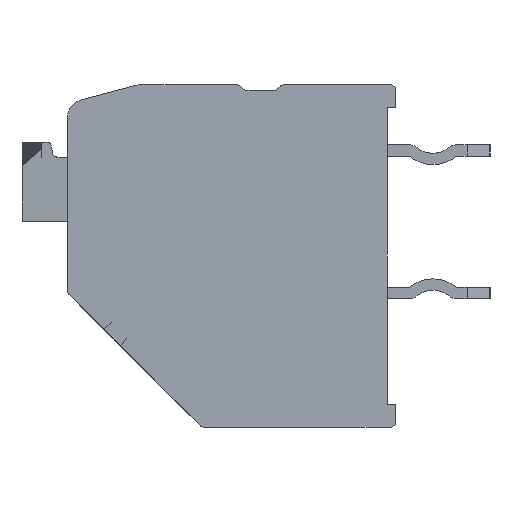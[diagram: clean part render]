
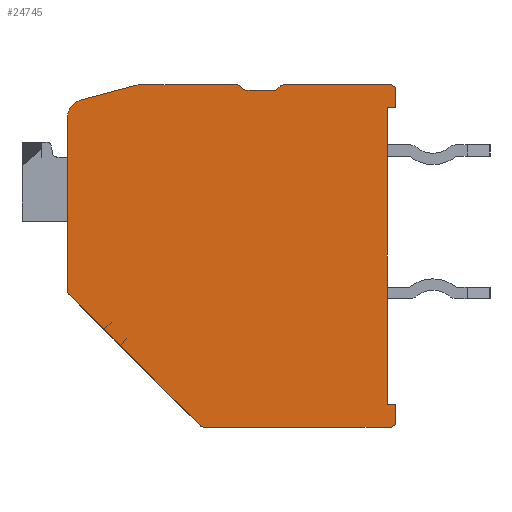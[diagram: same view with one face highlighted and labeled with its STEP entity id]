
A CAD part, left-side view. The second image highlights one B-rep face of the part: STEP entity #24745.
In plain terms, the highlighted planar face has unit normal (-1, 0, 0).
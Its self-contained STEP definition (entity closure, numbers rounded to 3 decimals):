
#8020=CARTESIAN_POINT('',(-70.,5.15,4.883));
#8021=DIRECTION('',(1.,0.,0.));
#8022=DIRECTION('',(0.,1.,0.));
#8023=AXIS2_PLACEMENT_3D('',#8020,#8021,#8022);
#8025=DIRECTION('',(0.,-0.966,0.259));
#8026=VECTOR('',#8025,1.997);
#8027=CARTESIAN_POINT('',(-70.,5.305,5.463));
#8028=LINE('',#8027,#8026);
#8029=CARTESIAN_POINT('',(-70.,3.221,5.4));
#8030=DIRECTION('',(1.,0.,0.));
#8031=DIRECTION('',(0.,0.259,0.966));
#8032=AXIS2_PLACEMENT_3D('',#8029,#8030,#8031);
#8034=DIRECTION('',(0.,-1.,0.));
#8035=VECTOR('',#8034,3.388);
#8036=CARTESIAN_POINT('',(-70.,3.221,6.));
#8037=LINE('',#8036,#8035);
#8038=CARTESIAN_POINT('',(-70.,-0.167,5.8));
#8039=DIRECTION('',(1.,0.,0.));
#8040=DIRECTION('',(0.,0.,1.));
#8041=AXIS2_PLACEMENT_3D('',#8038,#8039,#8040);
#8043=DIRECTION('',(0.,-0.707,-0.707));
#8044=VECTOR('',#8043,0.117);
#8045=CARTESIAN_POINT('',(-70.,-0.309,5.941));
#8046=LINE('',#8045,#8044);
#8047=CARTESIAN_POINT('',(-70.,-0.533,6.));
#8048=DIRECTION('',(-1.,0.,0.));
#8049=DIRECTION('',(0.,0.707,-0.707));
#8050=AXIS2_PLACEMENT_3D('',#8047,#8048,#8049);
#8052=DIRECTION('',(0.,-1.,0.));
#8053=VECTOR('',#8052,0.934);
#8054=CARTESIAN_POINT('',(-70.,-0.533,5.8));
#8055=LINE('',#8054,#8053);
#8056=CARTESIAN_POINT('',(-70.,-1.467,6.));
#8057=DIRECTION('',(-1.,0.,0.));
#8058=DIRECTION('',(0.,0.,-1.));
#8059=AXIS2_PLACEMENT_3D('',#8056,#8057,#8058);
#8061=DIRECTION('',(0.,-0.707,0.707));
#8062=VECTOR('',#8061,0.117);
#8063=CARTESIAN_POINT('',(-70.,-1.609,5.859));
#8064=LINE('',#8063,#8062);
#8065=CARTESIAN_POINT('',(-70.,-1.833,5.8));
#8066=DIRECTION('',(1.,0.,0.));
#8067=DIRECTION('',(0.,0.707,0.707));
#8068=AXIS2_PLACEMENT_3D('',#8065,#8066,#8067);
#8070=DIRECTION('',(0.,-1.,0.));
#8071=VECTOR('',#8070,3.717);
#8072=CARTESIAN_POINT('',(-70.,-1.833,6.));
#8073=LINE('',#8072,#8071);
#8074=CARTESIAN_POINT('',(-70.,-5.55,5.8));
#8075=DIRECTION('',(1.,0.,0.));
#8076=DIRECTION('',(0.,0.,1.));
#8077=AXIS2_PLACEMENT_3D('',#8074,#8075,#8076);
#8079=DIRECTION('',(0.,0.,-1.));
#8080=VECTOR('',#8079,0.6);
#8081=CARTESIAN_POINT('',(-70.,-5.75,5.8));
#8082=LINE('',#8081,#8080);
#8083=DIRECTION('',(0.,1.,0.));
#8084=VECTOR('',#8083,0.3);
#8085=CARTESIAN_POINT('',(-70.,-5.75,5.2));
#8086=LINE('',#8085,#8084);
#8087=DIRECTION('',(0.,0.,-1.));
#8088=VECTOR('',#8087,10.4);
#8089=CARTESIAN_POINT('',(-70.,-5.45,5.2));
#8090=LINE('',#8089,#8088);
#8091=DIRECTION('',(0.,-1.,0.));
#8092=VECTOR('',#8091,0.3);
#8093=CARTESIAN_POINT('',(-70.,-5.45,-5.2));
#8094=LINE('',#8093,#8092);
#8095=DIRECTION('',(0.,0.,-1.));
#8096=VECTOR('',#8095,0.6);
#8097=CARTESIAN_POINT('',(-70.,-5.75,-5.2));
#8098=LINE('',#8097,#8096);
#8099=CARTESIAN_POINT('',(-70.,-5.55,-5.8));
#8100=DIRECTION('',(1.,0.,0.));
#8101=DIRECTION('',(0.,-1.,0.));
#8102=AXIS2_PLACEMENT_3D('',#8099,#8100,#8101);
#8104=DIRECTION('',(0.,1.,0.));
#8105=VECTOR('',#8104,6.515);
#8106=CARTESIAN_POINT('',(-70.,-5.55,-6.));
#8107=LINE('',#8106,#8105);
#8108=CARTESIAN_POINT('',(-70.,0.965,-5.8));
#8109=DIRECTION('',(1.,0.,0.));
#8110=DIRECTION('',(0.,0.,-1.));
#8111=AXIS2_PLACEMENT_3D('',#8108,#8109,#8110);
#8113=DIRECTION('',(0.,0.707,0.707));
#8114=VECTOR('',#8113,6.484);
#8115=CARTESIAN_POINT('',(-70.,1.107,-5.941));
#8116=LINE('',#8115,#8114);
#8117=CARTESIAN_POINT('',(-70.,5.55,-1.215));
#8118=DIRECTION('',(1.,0.,0.));
#8119=DIRECTION('',(0.,0.707,-0.707));
#8120=AXIS2_PLACEMENT_3D('',#8117,#8118,#8119);
#8122=DIRECTION('',(0.,0.,1.));
#8123=VECTOR('',#8122,6.098);
#8124=CARTESIAN_POINT('',(-70.,5.75,-1.215));
#8125=LINE('',#8124,#8123);
#11030=CARTESIAN_POINT('',(-70.,5.75,4.883));
#11031=CARTESIAN_POINT('',(-70.,5.305,5.463));
#11032=VERTEX_POINT('',#11030);
#11033=VERTEX_POINT('',#11031);
#11034=CARTESIAN_POINT('',(-70.,3.376,5.98));
#11035=VERTEX_POINT('',#11034);
#11036=CARTESIAN_POINT('',(-70.,3.221,6.));
#11037=VERTEX_POINT('',#11036);
#11038=CARTESIAN_POINT('',(-70.,-0.167,6.));
#11039=VERTEX_POINT('',#11038);
#11040=CARTESIAN_POINT('',(-70.,-0.309,5.941));
#11041=VERTEX_POINT('',#11040);
#11042=CARTESIAN_POINT('',(-70.,-0.391,5.859));
#11043=VERTEX_POINT('',#11042);
#11044=CARTESIAN_POINT('',(-70.,-0.533,5.8));
#11045=VERTEX_POINT('',#11044);
#11046=CARTESIAN_POINT('',(-70.,-1.467,5.8));
#11047=VERTEX_POINT('',#11046);
#11048=CARTESIAN_POINT('',(-70.,-1.609,5.859));
#11049=VERTEX_POINT('',#11048);
#11050=CARTESIAN_POINT('',(-70.,-1.691,5.941));
#11051=VERTEX_POINT('',#11050);
#11052=CARTESIAN_POINT('',(-70.,-1.833,6.));
#11053=VERTEX_POINT('',#11052);
#11054=CARTESIAN_POINT('',(-70.,-5.55,6.));
#11055=VERTEX_POINT('',#11054);
#11056=CARTESIAN_POINT('',(-70.,-5.75,5.8));
#11057=VERTEX_POINT('',#11056);
#11058=CARTESIAN_POINT('',(-70.,-5.75,5.2));
#11059=VERTEX_POINT('',#11058);
#11060=CARTESIAN_POINT('',(-70.,-5.45,5.2));
#11061=VERTEX_POINT('',#11060);
#11062=CARTESIAN_POINT('',(-70.,-5.45,-5.2));
#11063=VERTEX_POINT('',#11062);
#11064=CARTESIAN_POINT('',(-70.,-5.75,-5.2));
#11065=VERTEX_POINT('',#11064);
#11066=CARTESIAN_POINT('',(-70.,-5.75,-5.8));
#11067=VERTEX_POINT('',#11066);
#11068=CARTESIAN_POINT('',(-70.,-5.55,-6.));
#11069=VERTEX_POINT('',#11068);
#11070=CARTESIAN_POINT('',(-70.,0.965,-6.));
#11071=VERTEX_POINT('',#11070);
#11072=CARTESIAN_POINT('',(-70.,1.107,-5.941));
#11073=VERTEX_POINT('',#11072);
#11074=CARTESIAN_POINT('',(-70.,5.691,-1.357));
#11075=VERTEX_POINT('',#11074);
#11076=CARTESIAN_POINT('',(-70.,5.75,-1.215));
#11077=VERTEX_POINT('',#11076);
#24714=CARTESIAN_POINT('',(-70.,0.,0.));
#24715=DIRECTION('',(1.,0.,0.));
#24716=DIRECTION('',(0.,0.,-1.));
#24717=AXIS2_PLACEMENT_3D('',#24714,#24715,#24716);
#24718=PLANE('',#24717);
#24719=ORIENTED_EDGE('',*,*,#14130,.T.);
#24720=ORIENTED_EDGE('',*,*,#14145,.T.);
#24721=ORIENTED_EDGE('',*,*,#14159,.T.);
#24722=ORIENTED_EDGE('',*,*,#14173,.T.);
#24723=ORIENTED_EDGE('',*,*,#14187,.T.);
#24724=ORIENTED_EDGE('',*,*,#14201,.T.);
#24725=ORIENTED_EDGE('',*,*,#14215,.T.);
#24726=ORIENTED_EDGE('',*,*,#14229,.T.);
#24727=ORIENTED_EDGE('',*,*,#14243,.T.);
#24728=ORIENTED_EDGE('',*,*,#14257,.T.);
#24729=ORIENTED_EDGE('',*,*,#14271,.T.);
#24730=ORIENTED_EDGE('',*,*,#14285,.T.);
#24731=ORIENTED_EDGE('',*,*,#14299,.T.);
#24732=ORIENTED_EDGE('',*,*,#14313,.T.);
#24733=ORIENTED_EDGE('',*,*,#14327,.T.);
#24734=ORIENTED_EDGE('',*,*,#14341,.T.);
#24735=ORIENTED_EDGE('',*,*,#14555,.T.);
#24736=ORIENTED_EDGE('',*,*,#14569,.T.);
#24737=ORIENTED_EDGE('',*,*,#14583,.T.);
#24738=ORIENTED_EDGE('',*,*,#14597,.T.);
#24739=ORIENTED_EDGE('',*,*,#14611,.T.);
#24740=ORIENTED_EDGE('',*,*,#14634,.T.);
#24741=ORIENTED_EDGE('',*,*,#15365,.T.);
#24742=ORIENTED_EDGE('',*,*,#15552,.T.);
#24743=EDGE_LOOP('',(#24719,#24720,#24721,#24722,#24723,#24724,#24725,#24726,
#24727,#24728,#24729,#24730,#24731,#24732,#24733,#24734,#24735,#24736,#24737,
#24738,#24739,#24740,#24741,#24742));
#24744=FACE_OUTER_BOUND('',#24743,.F.);
#8024=CIRCLE('',#8023,0.6);
#8033=CIRCLE('',#8032,0.6);
#8042=CIRCLE('',#8041,0.2);
#8051=CIRCLE('',#8050,0.2);
#8060=CIRCLE('',#8059,0.2);
#8069=CIRCLE('',#8068,0.2);
#8078=CIRCLE('',#8077,0.2);
#8103=CIRCLE('',#8102,0.2);
#8112=CIRCLE('',#8111,0.2);
#8121=CIRCLE('',#8120,0.2);
#14130=EDGE_CURVE('',#11032,#11033,#8024,.T.);
#14145=EDGE_CURVE('',#11033,#11035,#8028,.T.);
#14159=EDGE_CURVE('',#11035,#11037,#8033,.T.);
#14173=EDGE_CURVE('',#11037,#11039,#8037,.T.);
#14187=EDGE_CURVE('',#11039,#11041,#8042,.T.);
#14201=EDGE_CURVE('',#11041,#11043,#8046,.T.);
#14215=EDGE_CURVE('',#11043,#11045,#8051,.T.);
#14229=EDGE_CURVE('',#11045,#11047,#8055,.T.);
#14243=EDGE_CURVE('',#11047,#11049,#8060,.T.);
#14257=EDGE_CURVE('',#11049,#11051,#8064,.T.);
#14271=EDGE_CURVE('',#11051,#11053,#8069,.T.);
#14285=EDGE_CURVE('',#11053,#11055,#8073,.T.);
#14299=EDGE_CURVE('',#11055,#11057,#8078,.T.);
#14313=EDGE_CURVE('',#11057,#11059,#8082,.T.);
#14327=EDGE_CURVE('',#11059,#11061,#8086,.T.);
#14341=EDGE_CURVE('',#11061,#11063,#8090,.T.);
#14555=EDGE_CURVE('',#11063,#11065,#8094,.T.);
#14569=EDGE_CURVE('',#11065,#11067,#8098,.T.);
#14583=EDGE_CURVE('',#11067,#11069,#8103,.T.);
#14597=EDGE_CURVE('',#11069,#11071,#8107,.T.);
#14611=EDGE_CURVE('',#11071,#11073,#8112,.T.);
#14634=EDGE_CURVE('',#11073,#11075,#8116,.T.);
#15365=EDGE_CURVE('',#11075,#11077,#8121,.T.);
#15552=EDGE_CURVE('',#11077,#11032,#8125,.T.);
#24745=ADVANCED_FACE('',(#24744),#24718,.F.);
